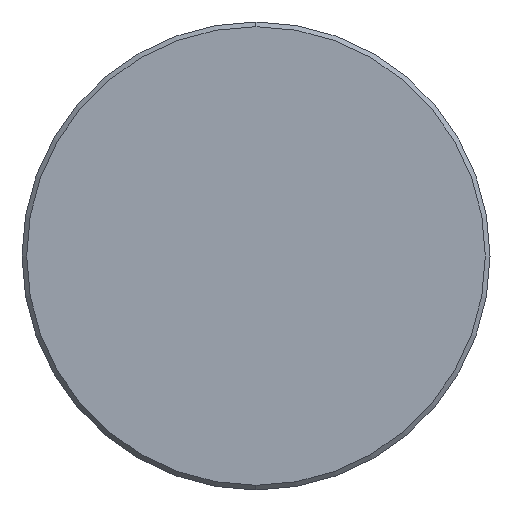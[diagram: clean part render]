
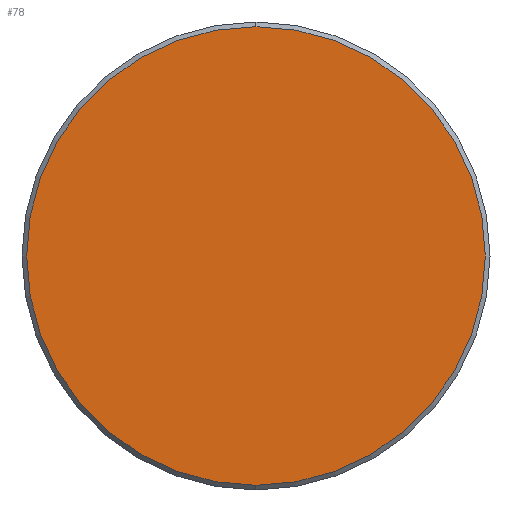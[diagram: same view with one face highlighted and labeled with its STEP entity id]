
A CAD part, left-side view. The second image highlights one B-rep face of the part: STEP entity #78.
In plain terms, the highlighted planar face has unit normal (-1, 0, 0).
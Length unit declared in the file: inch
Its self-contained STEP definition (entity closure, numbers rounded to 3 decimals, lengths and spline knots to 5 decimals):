
#8 = CARTESIAN_POINT ( 'NONE',  ( -6., 0., 0. ) ) ;
#11 = ORIENTED_EDGE ( 'NONE', *, *, #180, .T. ) ;
#21 = EDGE_CURVE ( 'NONE', #27, #38, #255, .T. ) ;
#27 = VERTEX_POINT ( 'NONE', #63 ) ;
#31 = PLANE ( 'NONE',  #147 ) ;
#32 = DIRECTION ( 'NONE',  ( 0., 0., -1. ) ) ;
#38 = VERTEX_POINT ( 'NONE', #203 ) ;
#45 = DIRECTION ( 'NONE',  ( 1., 0., 0. ) ) ;
#47 = FACE_OUTER_BOUND ( 'NONE', #157, .T. ) ;
#63 = CARTESIAN_POINT ( 'NONE',  ( -6., 0., -0.49 ) ) ;
#78 = ADVANCED_FACE ( 'NONE', ( #47 ), #31, .F. ) ;
#83 = AXIS2_PLACEMENT_3D ( 'NONE', #181, #204, #32 ) ;
#88 = DIRECTION ( 'NONE',  ( -1., 0., 0. ) ) ;
#89 = AXIS2_PLACEMENT_3D ( 'NONE', #8, #88, #175 ) ;
#140 = CARTESIAN_POINT ( 'NONE',  ( -6., 0., 0. ) ) ;
#147 = AXIS2_PLACEMENT_3D ( 'NONE', #140, #45, #228 ) ;
#157 = EDGE_LOOP ( 'NONE', ( #159, #11 ) ) ;
#159 = ORIENTED_EDGE ( 'NONE', *, *, #21, .T. ) ;
#175 = DIRECTION ( 'NONE',  ( 0., 0., -1. ) ) ;
#180 = EDGE_CURVE ( 'NONE', #38, #27, #271, .T. ) ;
#181 = CARTESIAN_POINT ( 'NONE',  ( -6., 0., 0. ) ) ;
#203 = CARTESIAN_POINT ( 'NONE',  ( -6., 0., 0.49 ) ) ;
#204 = DIRECTION ( 'NONE',  ( -1., 0., 0. ) ) ;
#228 = DIRECTION ( 'NONE',  ( 0., 0., -1. ) ) ;
#255 = CIRCLE ( 'NONE', #89, 0.49 ) ;
#271 = CIRCLE ( 'NONE', #83, 0.49 ) ;
